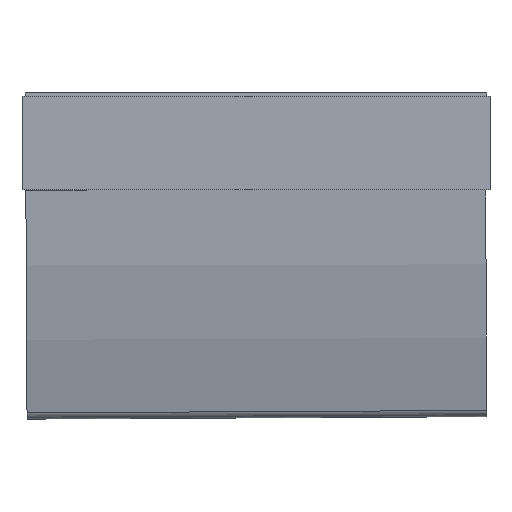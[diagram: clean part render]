
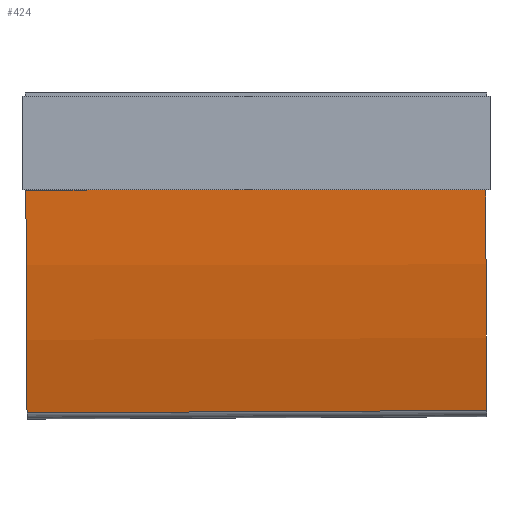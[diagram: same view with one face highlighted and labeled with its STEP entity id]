
A CAD part, front view. The second image highlights one B-rep face of the part: STEP entity #424.
In plain terms, the highlighted cylindrical face has radius 464.493 mm (diameter 928.986 mm), a partial arc.
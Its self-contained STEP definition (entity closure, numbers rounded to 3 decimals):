
#21=CYLINDRICAL_SURFACE('',#481,464.493);
#22=(
BOUNDED_CURVE()
B_SPLINE_CURVE(2,(#700,#701,#702),.UNSPECIFIED.,.F.,.F.)
B_SPLINE_CURVE_WITH_KNOTS((3,3),(0.067,22.773),
 .UNSPECIFIED.)
CURVE()
GEOMETRIC_REPRESENTATION_ITEM()
RATIONAL_B_SPLINE_CURVE((1.,1.,1.))
REPRESENTATION_ITEM('')
);
#27=CIRCLE('',#472,464.493);
#29=CIRCLE('',#479,464.493);
#63=FACE_OUTER_BOUND('',#89,.T.);
#89=EDGE_LOOP('',(#375,#376,#377,#378,#379));
#130=LINE('',#693,#176);
#135=LINE('',#726,#181);
#176=VECTOR('',#572,10.);
#181=VECTOR('',#591,10.);
#210=VERTEX_POINT('',#685);
#211=VERTEX_POINT('',#687);
#212=VERTEX_POINT('',#691);
#214=VERTEX_POINT('',#699);
#217=VERTEX_POINT('',#713);
#258=EDGE_CURVE('',#211,#210,#27,.T.);
#261=EDGE_CURVE('',#211,#212,#130,.T.);
#264=EDGE_CURVE('',#214,#212,#22,.T.);
#269=EDGE_CURVE('',#214,#217,#29,.T.);
#271=EDGE_CURVE('',#210,#217,#135,.T.);
#375=ORIENTED_EDGE('',*,*,#264,.T.);
#376=ORIENTED_EDGE('',*,*,#261,.F.);
#377=ORIENTED_EDGE('',*,*,#258,.T.);
#378=ORIENTED_EDGE('',*,*,#271,.T.);
#379=ORIENTED_EDGE('',*,*,#269,.F.);
#424=ADVANCED_FACE('',(#63),#21,.T.);
#472=AXIS2_PLACEMENT_3D('',#688,#566,#567);
#479=AXIS2_PLACEMENT_3D('',#714,#587,#588);
#481=AXIS2_PLACEMENT_3D('',#727,#592,#593);
#566=DIRECTION('center_axis',(1.,0.,-0.005));
#567=DIRECTION('ref_axis',(0.001,0.961,0.276));
#572=DIRECTION('',(1.,0.,-0.005));
#587=DIRECTION('center_axis',(1.,0.,-0.005));
#588=DIRECTION('ref_axis',(0.001,0.961,0.276));
#591=DIRECTION('',(1.,0.,-0.005));
#592=DIRECTION('center_axis',(1.,0.,-0.005));
#593=DIRECTION('ref_axis',(0.001,0.961,0.276));
#685=CARTESIAN_POINT('',(-132.107,4.805,128.382));
#687=CARTESIAN_POINT('',(-132.779,22.9,0.));
#688=CARTESIAN_POINT('Origin',(-132.779,-441.593,0.));
#691=CARTESIAN_POINT('',(-94.582,22.9,-0.2));
#693=CARTESIAN_POINT('',(-132.779,22.9,0.));
#699=CARTESIAN_POINT('',(132.485,22.898,-0.2));
#700=CARTESIAN_POINT('Ctrl Pts',(132.485,22.898,-0.2));
#701=CARTESIAN_POINT('Ctrl Pts',(18.951,22.9,-0.2));
#702=CARTESIAN_POINT('Ctrl Pts',(-94.582,22.9,-0.2));
#713=CARTESIAN_POINT('',(133.151,4.805,126.993));
#714=CARTESIAN_POINT('Origin',(132.478,-441.593,-1.389));
#726=CARTESIAN_POINT('',(-132.107,4.805,128.382));
#727=CARTESIAN_POINT('Origin',(-132.779,-441.593,0.));
